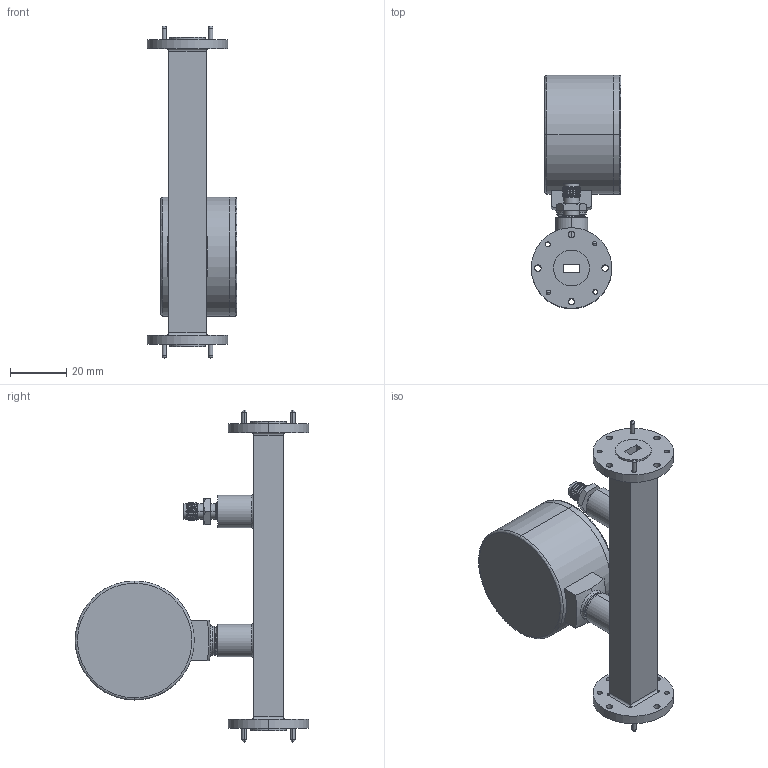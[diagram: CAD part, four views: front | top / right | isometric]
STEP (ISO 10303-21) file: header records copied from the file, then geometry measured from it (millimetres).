
FILE_DESCRIPTION (( 'STEP AP214' ), '1' );
FILE_NAME ('PEWSP1000.STEP', '2017-06-21T23:16:58', ( '' ), ( '' ), 'SwSTEP 2.0', 'SolidWorks 2014', '' );
FILE_SCHEMA (( 'AUTOMOTIVE_DESIGN' ));
Length unit declared in the file: inch
Products named in the file (1): PEWSP1000
Bounding box: 31.75 x 82.77 x 117.6 mm (x, y, z)
Volume: 56684.6 mm3; surface area: 22504.7 mm2
Topology: 4 solids, 4 shells, 435 faces, 1118 edges, 737 vertices
Faces by surface type: cylinder 170, plane 147, bspline 57, cone 41, torus 20
Entity records: 26572 total; most frequent: CARTESIAN_POINT 15412, ORIENTED_EDGE 2220, DIRECTION 1933, EDGE_CURVE 1110, VERTEX_POINT 737, AXIS2_PLACEMENT_3D 725, EDGE_LOOP 527, LINE 483
